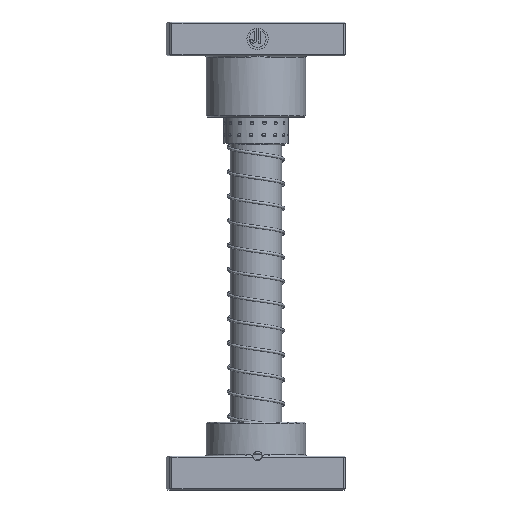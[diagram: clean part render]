
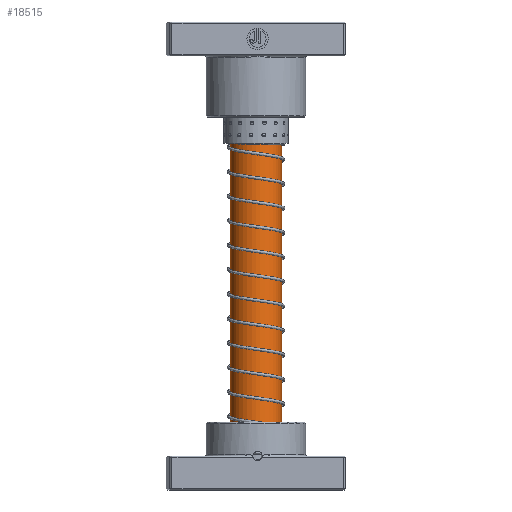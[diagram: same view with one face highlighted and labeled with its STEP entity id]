
A CAD part, front view. The second image highlights one B-rep face of the part: STEP entity #18515.
In plain terms, the highlighted cylindrical face has radius 19 mm (diameter 38 mm), a partial arc.
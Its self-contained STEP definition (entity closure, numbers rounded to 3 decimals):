
#120 = VECTOR ( 'NONE', #37630, 1000. ) ;
#1735 = EDGE_CURVE ( 'NONE', #6865, #4882, #7187, .T. ) ;
#3733 = AXIS2_PLACEMENT_3D ( 'NONE', #40252, #18858, #43845 ) ;
#3876 = DIRECTION ( 'NONE',  ( -1., 0., 0. ) ) ;
#4362 = CARTESIAN_POINT ( 'NONE',  ( 19., 0., 296. ) ) ;
#4882 = VERTEX_POINT ( 'NONE', #14652 ) ;
#6041 = VERTEX_POINT ( 'NONE', #42069 ) ;
#6152 = EDGE_LOOP ( 'NONE', ( #31738, #41619, #18219, #35351 ) ) ;
#6865 = VERTEX_POINT ( 'NONE', #30210 ) ;
#7187 = LINE ( 'NONE', #26349, #43001 ) ;
#8040 = AXIS2_PLACEMENT_3D ( 'NONE', #20291, #45246, #23878 ) ;
#8918 = CIRCLE ( 'NONE', #8040, 19. ) ;
#9775 = VERTEX_POINT ( 'NONE', #4362 ) ;
#10628 = CIRCLE ( 'NONE', #3733, 19. ) ;
#11404 = DIRECTION ( 'NONE',  ( 0., 0., -1. ) ) ;
#14652 = CARTESIAN_POINT ( 'NONE',  ( -19., 0., 29.25 ) ) ;
#15369 = DIRECTION ( 'NONE',  ( 0., 0., -1. ) ) ;
#18219 = ORIENTED_EDGE ( 'NONE', *, *, #1735, .T. ) ;
#18515 = ADVANCED_FACE ( 'NONE', ( #25058 ), #23956, .T. ) ;
#18858 = DIRECTION ( 'NONE',  ( 0., 0., -1. ) ) ;
#20291 = CARTESIAN_POINT ( 'NONE',  ( 0., 0., 29.25 ) ) ;
#23878 = DIRECTION ( 'NONE',  ( -1., 0., 0. ) ) ;
#23956 = CYLINDRICAL_SURFACE ( 'NONE', #36488, 19. ) ;
#25058 = FACE_OUTER_BOUND ( 'NONE', #6152, .T. ) ;
#26349 = CARTESIAN_POINT ( 'NONE',  ( -19., 0., 300. ) ) ;
#26384 = EDGE_CURVE ( 'NONE', #9775, #6865, #10628, .T. ) ;
#28764 = LINE ( 'NONE', #34200, #120 ) ;
#30210 = CARTESIAN_POINT ( 'NONE',  ( -19., 0., 296. ) ) ;
#31738 = ORIENTED_EDGE ( 'NONE', *, *, #32338, .F. ) ;
#32338 = EDGE_CURVE ( 'NONE', #9775, #6041, #28764, .T. ) ;
#34200 = CARTESIAN_POINT ( 'NONE',  ( 19., 0., 300. ) ) ;
#35351 = ORIENTED_EDGE ( 'NONE', *, *, #41273, .F. ) ;
#36182 = CARTESIAN_POINT ( 'NONE',  ( 0., 0., 300. ) ) ;
#36488 = AXIS2_PLACEMENT_3D ( 'NONE', #36182, #11404, #3876 ) ;
#37630 = DIRECTION ( 'NONE',  ( 0., 0., -1. ) ) ;
#40252 = CARTESIAN_POINT ( 'NONE',  ( 0., 0., 296. ) ) ;
#41273 = EDGE_CURVE ( 'NONE', #6041, #4882, #8918, .T. ) ;
#41619 = ORIENTED_EDGE ( 'NONE', *, *, #26384, .T. ) ;
#42069 = CARTESIAN_POINT ( 'NONE',  ( 19., 0., 29.25 ) ) ;
#43001 = VECTOR ( 'NONE', #15369, 1000. ) ;
#43845 = DIRECTION ( 'NONE',  ( 1., 0., 0. ) ) ;
#45246 = DIRECTION ( 'NONE',  ( 0., 0., -1. ) ) ;
